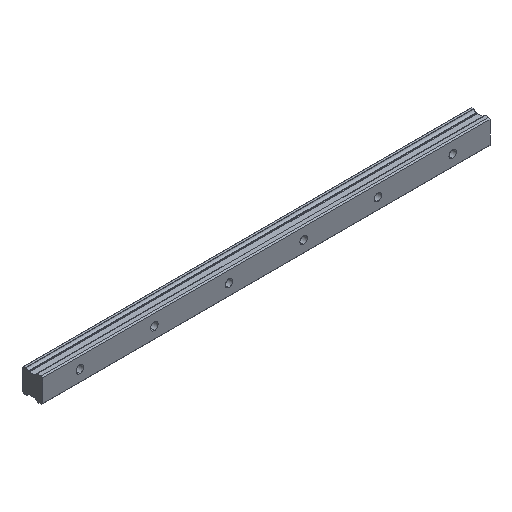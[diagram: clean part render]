
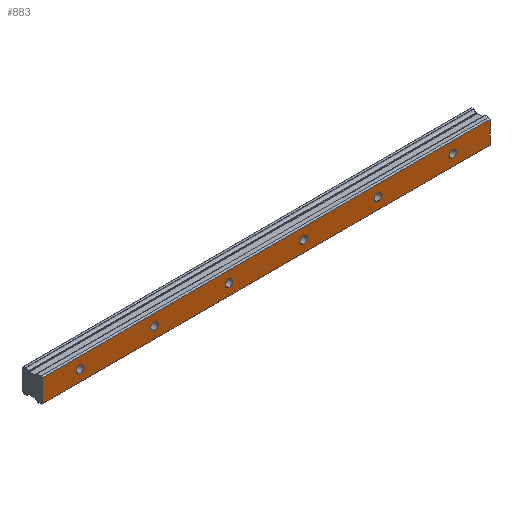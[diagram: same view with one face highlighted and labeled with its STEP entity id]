
A CAD part, isometric view. The second image highlights one B-rep face of the part: STEP entity #883.
In plain terms, the highlighted planar face has unit normal (0, -1, 0).
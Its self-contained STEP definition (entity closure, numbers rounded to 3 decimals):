
#6 = VECTOR ( 'NONE', #1875, 1000. ) ;
#16 = AXIS2_PLACEMENT_3D ( 'NONE', #1295, #1088, #260 ) ;
#17 = CARTESIAN_POINT ( 'NONE',  ( 330., 0., 9. ) ) ;
#64 = CARTESIAN_POINT ( 'NONE',  ( 60., 0., -3. ) ) ;
#79 = DIRECTION ( 'NONE',  ( 0., -1., 0. ) ) ;
#88 = PLANE ( 'NONE',  #2096 ) ;
#90 = VERTEX_POINT ( 'NONE', #310 ) ;
#98 = CARTESIAN_POINT ( 'NONE',  ( 60., 0., 3. ) ) ;
#103 = ORIENTED_EDGE ( 'NONE', *, *, #894, .F. ) ;
#160 = DIRECTION ( 'NONE',  ( -1., 0., 0. ) ) ;
#202 = ORIENTED_EDGE ( 'NONE', *, *, #275, .F. ) ;
#220 = VECTOR ( 'NONE', #160, 1000. ) ;
#234 = EDGE_CURVE ( 'NONE', #1966, #426, #1593, .T. ) ;
#251 = CIRCLE ( 'NONE', #820, 3. ) ;
#259 = CARTESIAN_POINT ( 'NONE',  ( 330., 0., -9. ) ) ;
#260 = DIRECTION ( 'NONE',  ( 0., 0., 1. ) ) ;
#271 = EDGE_LOOP ( 'NONE', ( #1607, #2154 ) ) ;
#275 = EDGE_CURVE ( 'NONE', #426, #1966, #251, .T. ) ;
#278 = DIRECTION ( 'NONE',  ( 0., 1., 0. ) ) ;
#310 = CARTESIAN_POINT ( 'NONE',  ( 0., 0., 3. ) ) ;
#312 = DIRECTION ( 'NONE',  ( 0., 0., 1. ) ) ;
#317 = EDGE_CURVE ( 'NONE', #2002, #980, #864, .T. ) ;
#333 = CIRCLE ( 'NONE', #2127, 3. ) ;
#351 = DIRECTION ( 'NONE',  ( 0., -1., 0. ) ) ;
#364 = DIRECTION ( 'NONE',  ( 1., 0., 0. ) ) ;
#380 = LINE ( 'NONE', #1209, #1483 ) ;
#393 = DIRECTION ( 'NONE',  ( 0., 0., 1. ) ) ;
#398 = CARTESIAN_POINT ( 'NONE',  ( 240., 0., -3. ) ) ;
#407 = CARTESIAN_POINT ( 'NONE',  ( 300., 0., -3. ) ) ;
#426 = VERTEX_POINT ( 'NONE', #941 ) ;
#450 = DIRECTION ( 'NONE',  ( 0., 0., 1. ) ) ;
#520 = EDGE_LOOP ( 'NONE', ( #1444, #202 ) ) ;
#547 = AXIS2_PLACEMENT_3D ( 'NONE', #1866, #838, #312 ) ;
#574 = DIRECTION ( 'NONE',  ( 0., 0., 1. ) ) ;
#578 = CIRCLE ( 'NONE', #786, 3. ) ;
#591 = CARTESIAN_POINT ( 'NONE',  ( 240., 0., 0. ) ) ;
#611 = CARTESIAN_POINT ( 'NONE',  ( 180., 0., 3. ) ) ;
#640 = AXIS2_PLACEMENT_3D ( 'NONE', #2052, #351, #1684 ) ;
#650 = ORIENTED_EDGE ( 'NONE', *, *, #1800, .F. ) ;
#688 = EDGE_CURVE ( 'NONE', #1957, #1898, #578, .T. ) ;
#702 = VERTEX_POINT ( 'NONE', #398 ) ;
#708 = LINE ( 'NONE', #17, #6 ) ;
#755 = ORIENTED_EDGE ( 'NONE', *, *, #2177, .F. ) ;
#758 = FACE_BOUND ( 'NONE', #271, .T. ) ;
#781 = CIRCLE ( 'NONE', #896, 3. ) ;
#786 = AXIS2_PLACEMENT_3D ( 'NONE', #981, #1828, #807 ) ;
#807 = DIRECTION ( 'NONE',  ( 0., 0., 1. ) ) ;
#814 = EDGE_CURVE ( 'NONE', #980, #2002, #333, .T. ) ;
#820 = AXIS2_PLACEMENT_3D ( 'NONE', #871, #1884, #1038 ) ;
#836 = ORIENTED_EDGE ( 'NONE', *, *, #1938, .F. ) ;
#838 = DIRECTION ( 'NONE',  ( 0., -1., 0. ) ) ;
#839 = EDGE_LOOP ( 'NONE', ( #1063, #1536 ) ) ;
#864 = CIRCLE ( 'NONE', #1851, 3. ) ;
#871 = CARTESIAN_POINT ( 'NONE',  ( 120., 0., 0. ) ) ;
#883 = ADVANCED_FACE ( 'NONE', ( #949, #758, #1457, #1585, #1257, #1931, #1438 ), #88, .F. ) ;
#894 = EDGE_CURVE ( 'NONE', #1815, #702, #1012, .T. ) ;
#896 = AXIS2_PLACEMENT_3D ( 'NONE', #1368, #1064, #2072 ) ;
#899 = AXIS2_PLACEMENT_3D ( 'NONE', #1987, #991, #1822 ) ;
#936 = AXIS2_PLACEMENT_3D ( 'NONE', #2128, #1960, #450 ) ;
#941 = CARTESIAN_POINT ( 'NONE',  ( 120., 0., -3. ) ) ;
#942 = ORIENTED_EDGE ( 'NONE', *, *, #1831, .F. ) ;
#943 = CARTESIAN_POINT ( 'NONE',  ( 300., 0., 3. ) ) ;
#949 = FACE_OUTER_BOUND ( 'NONE', #1944, .T. ) ;
#956 = EDGE_CURVE ( 'NONE', #1898, #1957, #1326, .T. ) ;
#958 = DIRECTION ( 'NONE',  ( 0., 0., 1. ) ) ;
#960 = VECTOR ( 'NONE', #1156, 1000. ) ;
#967 = ORIENTED_EDGE ( 'NONE', *, *, #688, .F. ) ;
#975 = CARTESIAN_POINT ( 'NONE',  ( -30., 0., 9. ) ) ;
#980 = VERTEX_POINT ( 'NONE', #98 ) ;
#981 = CARTESIAN_POINT ( 'NONE',  ( 300., 0., 0. ) ) ;
#985 = EDGE_CURVE ( 'NONE', #702, #1815, #1892, .T. ) ;
#986 = CARTESIAN_POINT ( 'NONE',  ( 180., 0., -3. ) ) ;
#991 = DIRECTION ( 'NONE',  ( 0., -1., 0. ) ) ;
#1012 = CIRCLE ( 'NONE', #1497, 3. ) ;
#1016 = DIRECTION ( 'NONE',  ( 0., 0., 1. ) ) ;
#1038 = DIRECTION ( 'NONE',  ( 0., 0., 1. ) ) ;
#1050 = DIRECTION ( 'NONE',  ( 0., -1., 0. ) ) ;
#1062 = CARTESIAN_POINT ( 'NONE',  ( 330., 0., 9. ) ) ;
#1063 = ORIENTED_EDGE ( 'NONE', *, *, #814, .F. ) ;
#1064 = DIRECTION ( 'NONE',  ( 0., -1., 0. ) ) ;
#1088 = DIRECTION ( 'NONE',  ( 0., -1., 0. ) ) ;
#1100 = VERTEX_POINT ( 'NONE', #986 ) ;
#1105 = CARTESIAN_POINT ( 'NONE',  ( 330., 0., 9. ) ) ;
#1107 = CIRCLE ( 'NONE', #899, 3. ) ;
#1156 = DIRECTION ( 'NONE',  ( 0., 0., 1. ) ) ;
#1164 = LINE ( 'NONE', #1679, #220 ) ;
#1177 = EDGE_CURVE ( 'NONE', #2104, #90, #781, .T. ) ;
#1201 = EDGE_LOOP ( 'NONE', ( #967, #1305 ) ) ;
#1209 = CARTESIAN_POINT ( 'NONE',  ( 330., 0., 9. ) ) ;
#1215 = CARTESIAN_POINT ( 'NONE',  ( 60., 0., 0. ) ) ;
#1234 = ORIENTED_EDGE ( 'NONE', *, *, #1546, .F. ) ;
#1240 = CARTESIAN_POINT ( 'NONE',  ( 60., 0., 0. ) ) ;
#1257 = FACE_BOUND ( 'NONE', #1954, .T. ) ;
#1267 = CARTESIAN_POINT ( 'NONE',  ( 120., 0., 3. ) ) ;
#1268 = VERTEX_POINT ( 'NONE', #1901 ) ;
#1280 = CARTESIAN_POINT ( 'NONE',  ( -30., 0., -9. ) ) ;
#1295 = CARTESIAN_POINT ( 'NONE',  ( 300., 0., 0. ) ) ;
#1305 = ORIENTED_EDGE ( 'NONE', *, *, #956, .F. ) ;
#1321 = VERTEX_POINT ( 'NONE', #611 ) ;
#1326 = CIRCLE ( 'NONE', #16, 3. ) ;
#1333 = CARTESIAN_POINT ( 'NONE',  ( 0., 0., -3. ) ) ;
#1368 = CARTESIAN_POINT ( 'NONE',  ( 0., 0., 0. ) ) ;
#1370 = VERTEX_POINT ( 'NONE', #259 ) ;
#1384 = ORIENTED_EDGE ( 'NONE', *, *, #2172, .F. ) ;
#1385 = CARTESIAN_POINT ( 'NONE',  ( 240., 0., 3. ) ) ;
#1403 = DIRECTION ( 'NONE',  ( 0., -1., 0. ) ) ;
#1404 = VERTEX_POINT ( 'NONE', #1280 ) ;
#1438 = FACE_BOUND ( 'NONE', #839, .T. ) ;
#1444 = ORIENTED_EDGE ( 'NONE', *, *, #234, .F. ) ;
#1457 = FACE_BOUND ( 'NONE', #1201, .T. ) ;
#1483 = VECTOR ( 'NONE', #364, 1000. ) ;
#1497 = AXIS2_PLACEMENT_3D ( 'NONE', #591, #79, #574 ) ;
#1504 = CARTESIAN_POINT ( 'NONE',  ( 180., 0., 0. ) ) ;
#1536 = ORIENTED_EDGE ( 'NONE', *, *, #317, .F. ) ;
#1546 = EDGE_CURVE ( 'NONE', #1370, #1404, #1164, .T. ) ;
#1585 = FACE_BOUND ( 'NONE', #1741, .T. ) ;
#1593 = CIRCLE ( 'NONE', #640, 3. ) ;
#1607 = ORIENTED_EDGE ( 'NONE', *, *, #1688, .F. ) ;
#1669 = LINE ( 'NONE', #975, #960 ) ;
#1679 = CARTESIAN_POINT ( 'NONE',  ( 330., 0., -9. ) ) ;
#1684 = DIRECTION ( 'NONE',  ( 0., 0., 1. ) ) ;
#1688 = EDGE_CURVE ( 'NONE', #90, #2104, #1107, .T. ) ;
#1703 = DIRECTION ( 'NONE',  ( 0., 0., 1. ) ) ;
#1741 = EDGE_LOOP ( 'NONE', ( #103, #1947 ) ) ;
#1800 = EDGE_CURVE ( 'NONE', #1100, #1321, #2164, .T. ) ;
#1815 = VERTEX_POINT ( 'NONE', #1385 ) ;
#1822 = DIRECTION ( 'NONE',  ( 0., 0., 1. ) ) ;
#1828 = DIRECTION ( 'NONE',  ( 0., -1., 0. ) ) ;
#1831 = EDGE_CURVE ( 'NONE', #1874, #1370, #708, .T. ) ;
#1848 = DIRECTION ( 'NONE',  ( 0., -1., 0. ) ) ;
#1851 = AXIS2_PLACEMENT_3D ( 'NONE', #1240, #1403, #393 ) ;
#1866 = CARTESIAN_POINT ( 'NONE',  ( 180., 0., 0. ) ) ;
#1874 = VERTEX_POINT ( 'NONE', #1062 ) ;
#1875 = DIRECTION ( 'NONE',  ( 0., 0., -1. ) ) ;
#1883 = AXIS2_PLACEMENT_3D ( 'NONE', #1504, #1848, #1016 ) ;
#1884 = DIRECTION ( 'NONE',  ( 0., -1., 0. ) ) ;
#1892 = CIRCLE ( 'NONE', #936, 3. ) ;
#1898 = VERTEX_POINT ( 'NONE', #407 ) ;
#1901 = CARTESIAN_POINT ( 'NONE',  ( -30., 0., 9. ) ) ;
#1931 = FACE_BOUND ( 'NONE', #520, .T. ) ;
#1938 = EDGE_CURVE ( 'NONE', #1268, #1874, #380, .T. ) ;
#1944 = EDGE_LOOP ( 'NONE', ( #1234, #942, #836, #1384 ) ) ;
#1945 = CIRCLE ( 'NONE', #1883, 3. ) ;
#1947 = ORIENTED_EDGE ( 'NONE', *, *, #985, .F. ) ;
#1954 = EDGE_LOOP ( 'NONE', ( #755, #650 ) ) ;
#1957 = VERTEX_POINT ( 'NONE', #943 ) ;
#1960 = DIRECTION ( 'NONE',  ( 0., -1., 0. ) ) ;
#1966 = VERTEX_POINT ( 'NONE', #1267 ) ;
#1987 = CARTESIAN_POINT ( 'NONE',  ( 0., 0., 0. ) ) ;
#2002 = VERTEX_POINT ( 'NONE', #64 ) ;
#2052 = CARTESIAN_POINT ( 'NONE',  ( 120., 0., 0. ) ) ;
#2072 = DIRECTION ( 'NONE',  ( 0., 0., 1. ) ) ;
#2096 = AXIS2_PLACEMENT_3D ( 'NONE', #1105, #278, #958 ) ;
#2104 = VERTEX_POINT ( 'NONE', #1333 ) ;
#2127 = AXIS2_PLACEMENT_3D ( 'NONE', #1215, #1050, #1703 ) ;
#2128 = CARTESIAN_POINT ( 'NONE',  ( 240., 0., 0. ) ) ;
#2154 = ORIENTED_EDGE ( 'NONE', *, *, #1177, .F. ) ;
#2164 = CIRCLE ( 'NONE', #547, 3. ) ;
#2172 = EDGE_CURVE ( 'NONE', #1404, #1268, #1669, .T. ) ;
#2177 = EDGE_CURVE ( 'NONE', #1321, #1100, #1945, .T. ) ;
